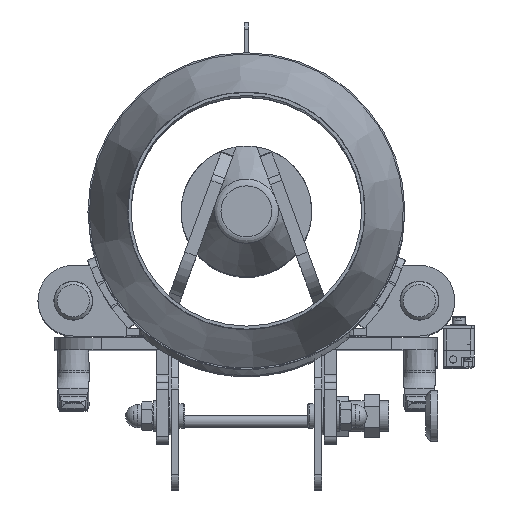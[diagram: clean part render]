
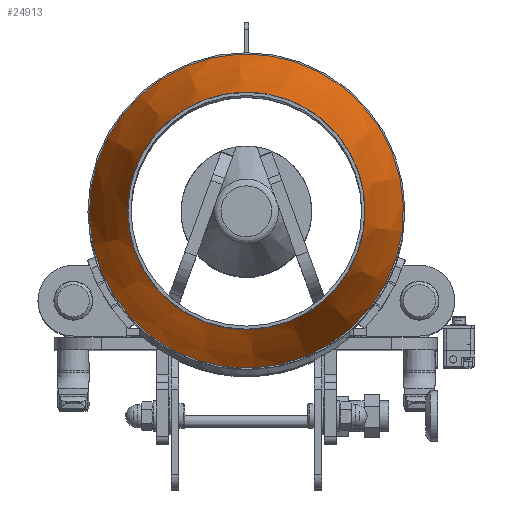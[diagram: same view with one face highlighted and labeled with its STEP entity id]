
A CAD part, top view. The second image highlights one B-rep face of the part: STEP entity #24913.
In plain terms, the highlighted conical face has half-angle 20.186 degrees and reference radius 89.631 mm.
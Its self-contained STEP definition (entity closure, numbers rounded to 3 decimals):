
#856=CONICAL_SURFACE('',#26951,89.631,0.352);
#2356=FACE_OUTER_BOUND('',#3776,.T.);
#3776=EDGE_LOOP('',(#19020,#19021,#19022,#19023));
#5166=CIRCLE('',#26952,102.131);
#5167=CIRCLE('',#26953,77.131);
#6484=LINE('',#42686,#8293);
#8293=VECTOR('',#31668,89.631);
#10594=VERTEX_POINT('',#42683);
#10595=VERTEX_POINT('',#42685);
#13575=EDGE_CURVE('',#10594,#10594,#5166,.T.);
#13576=EDGE_CURVE('',#10594,#10595,#6484,.T.);
#13577=EDGE_CURVE('',#10595,#10595,#5167,.T.);
#19020=ORIENTED_EDGE('',*,*,#13575,.F.);
#19021=ORIENTED_EDGE('',*,*,#13576,.T.);
#19022=ORIENTED_EDGE('',*,*,#13577,.F.);
#19023=ORIENTED_EDGE('',*,*,#13576,.F.);
#24913=ADVANCED_FACE('',(#2356),#856,.T.);
#26951=AXIS2_PLACEMENT_3D('',#42682,#31664,#31665);
#26952=AXIS2_PLACEMENT_3D('',#42684,#31666,#31667);
#26953=AXIS2_PLACEMENT_3D('',#42687,#31669,#31670);
#31664=DIRECTION('center_axis',(0.,0.,
-1.));
#31665=DIRECTION('ref_axis',(0.383,-0.924,0.));
#31666=DIRECTION('center_axis',(0.,0.,
-1.));
#31667=DIRECTION('ref_axis',(0.383,-0.924,0.));
#31668=DIRECTION('',(0.132,-0.319,0.939));
#31669=DIRECTION('center_axis',(0.,0.,
1.));
#31670=DIRECTION('ref_axis',(0.383,-0.924,0.));
#42682=CARTESIAN_POINT('Origin',(0.,0.,
309.));
#42683=CARTESIAN_POINT('',(-39.084,94.357,275.));
#42684=CARTESIAN_POINT('Origin',(0.,0.,
275.));
#42685=CARTESIAN_POINT('',(-29.517,71.26,343.));
#42686=CARTESIAN_POINT('',(-34.3,82.808,309.));
#42687=CARTESIAN_POINT('Origin',(0.,0.,
343.));
